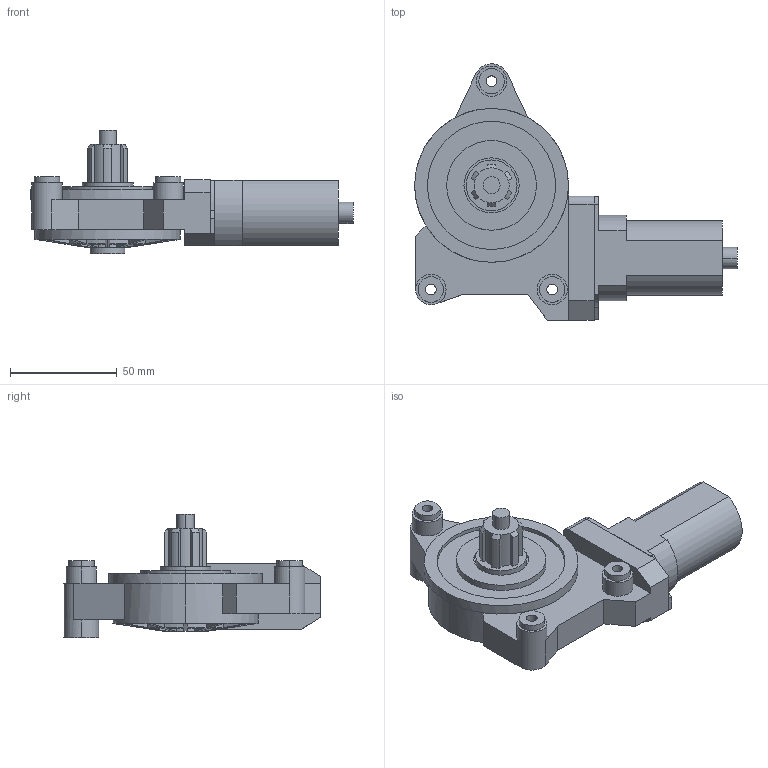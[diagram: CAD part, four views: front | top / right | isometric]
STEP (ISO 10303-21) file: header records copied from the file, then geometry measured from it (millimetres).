
FILE_DESCRIPTION (( 'STEP AP214' ), '1' );
FILE_NAME ('User Library-Denso Window Motor Right.STEP', '2017-01-17T02:06:33', ( 'Windows User' ), ( '' ), 'SwSTEP 2.0', 'SolidWorks 2017', '' );
FILE_SCHEMA (( 'AUTOMOTIVE_DESIGN' ));
Length unit declared in the file: millimetre
Products named in the file (1): User Library-Denso Window Motor Right
Bounding box: 151 x 119.88 x 57.9 mm (x, y, z)
Volume: 213898.6 mm3; surface area: 38247.5 mm2
Topology: 1 solids, 1 shells, 248 faces, 620 edges, 398 vertices
Faces by surface type: plane 134, cylinder 106, cone 8
Entity records: 10253 total; most frequent: CARTESIAN_POINT 1447, DIRECTION 1301, ORIENTED_EDGE 1240, EDGE_CURVE 620, AXIS2_PLACEMENT_3D 492, VERTEX_POINT 398, VECTOR 317, LINE 317
